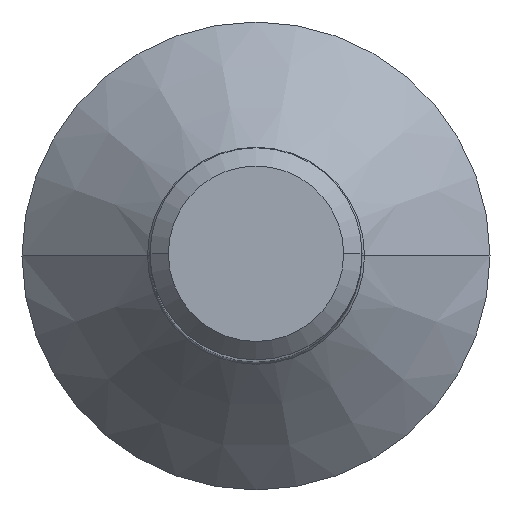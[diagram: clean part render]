
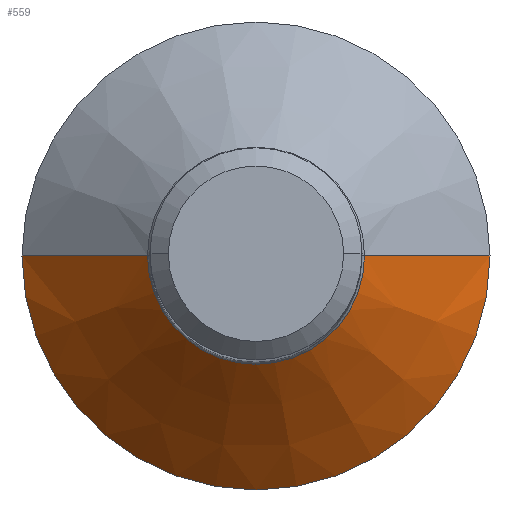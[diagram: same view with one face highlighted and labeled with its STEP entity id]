
A CAD part, top view. The second image highlights one B-rep face of the part: STEP entity #559.
In plain terms, the highlighted conical face has half-angle 45 degrees and reference radius 5.517 mm.
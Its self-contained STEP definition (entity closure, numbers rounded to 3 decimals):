
#21 = CARTESIAN_POINT ( 'NONE',  ( 5.517, 0., 0. ) ) ;
#35 = AXIS2_PLACEMENT_3D ( 'NONE', #368, #833, #308 ) ;
#49 = ORIENTED_EDGE ( 'NONE', *, *, #297, .F. ) ;
#68 = ORIENTED_EDGE ( 'NONE', *, *, #857, .T. ) ;
#85 = VECTOR ( 'NONE', #607, 1000. ) ;
#86 = CARTESIAN_POINT ( 'NONE',  ( 0., 0., 2.959 ) ) ;
#102 = FACE_OUTER_BOUND ( 'NONE', #443, .T. ) ;
#129 = DIRECTION ( 'NONE',  ( 0., 0., 1. ) ) ;
#148 = CARTESIAN_POINT ( 'NONE',  ( 2.559, 0., 2.959 ) ) ;
#153 = VERTEX_POINT ( 'NONE', #459 ) ;
#157 = CIRCLE ( 'NONE', #724, 5.517 ) ;
#213 = DIRECTION ( 'NONE',  ( 0., 0., -1. ) ) ;
#297 = EDGE_CURVE ( 'NONE', #301, #668, #618, .T. ) ;
#300 = CARTESIAN_POINT ( 'NONE',  ( 5.517, 0., 0. ) ) ;
#301 = VERTEX_POINT ( 'NONE', #148 ) ;
#308 = DIRECTION ( 'NONE',  ( -1., 0., 0. ) ) ;
#322 = EDGE_CURVE ( 'NONE', #301, #454, #595, .T. ) ;
#368 = CARTESIAN_POINT ( 'NONE',  ( 0., 0., 0. ) ) ;
#387 = VECTOR ( 'NONE', #747, 1000. ) ;
#423 = DIRECTION ( 'NONE',  ( -1., 0., 0. ) ) ;
#430 = DIRECTION ( 'NONE',  ( 1., 0., 0. ) ) ;
#435 = CONICAL_SURFACE ( 'NONE', #35, 5.517, 0.785 ) ;
#443 = EDGE_LOOP ( 'NONE', ( #49, #564, #756, #68 ) ) ;
#454 = VERTEX_POINT ( 'NONE', #811 ) ;
#459 = CARTESIAN_POINT ( 'NONE',  ( -5.517, 0., 0. ) ) ;
#535 = CARTESIAN_POINT ( 'NONE',  ( 0., 0., 0. ) ) ;
#559 = ADVANCED_FACE ( 'NONE', ( #102 ), #435, .T. ) ;
#564 = ORIENTED_EDGE ( 'NONE', *, *, #322, .T. ) ;
#595 = CIRCLE ( 'NONE', #753, 2.559 ) ;
#607 = DIRECTION ( 'NONE',  ( -0.707, 0., -0.707 ) ) ;
#618 = LINE ( 'NONE', #21, #387 ) ;
#668 = VERTEX_POINT ( 'NONE', #300 ) ;
#724 = AXIS2_PLACEMENT_3D ( 'NONE', #535, #129, #423 ) ;
#747 = DIRECTION ( 'NONE',  ( 0.707, 0., -0.707 ) ) ;
#753 = AXIS2_PLACEMENT_3D ( 'NONE', #86, #213, #430 ) ;
#756 = ORIENTED_EDGE ( 'NONE', *, *, #847, .T. ) ;
#804 = CARTESIAN_POINT ( 'NONE',  ( -5.517, 0., 0. ) ) ;
#811 = CARTESIAN_POINT ( 'NONE',  ( -2.559, 0., 2.959 ) ) ;
#833 = DIRECTION ( 'NONE',  ( 0., 0., -1. ) ) ;
#847 = EDGE_CURVE ( 'NONE', #454, #153, #861, .T. ) ;
#857 = EDGE_CURVE ( 'NONE', #153, #668, #157, .T. ) ;
#861 = LINE ( 'NONE', #804, #85 ) ;
